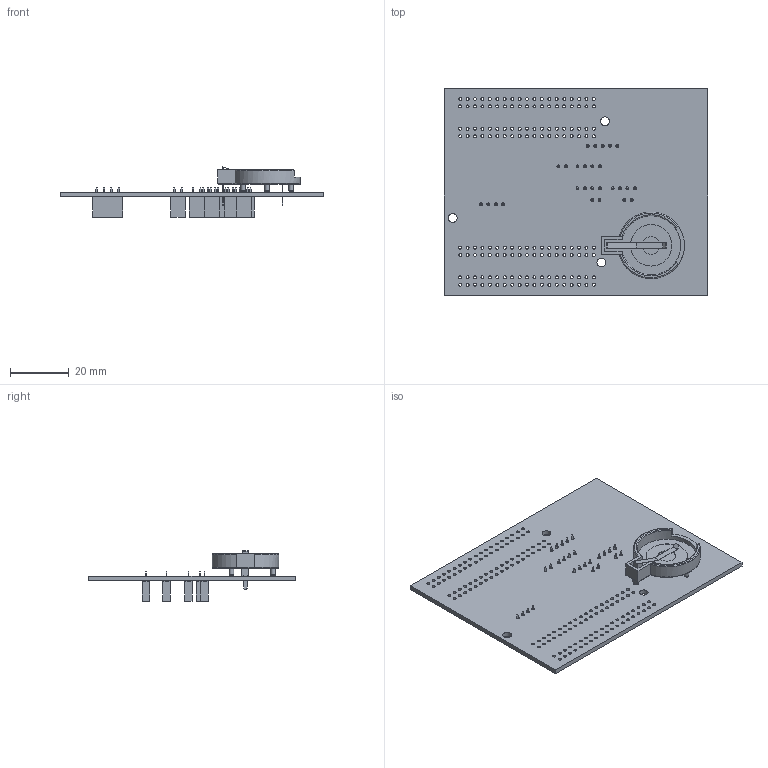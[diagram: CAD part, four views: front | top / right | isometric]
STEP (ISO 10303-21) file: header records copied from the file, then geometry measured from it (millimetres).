
FILE_DESCRIPTION(('KiCad electronic assembly'),'2;1');
FILE_NAME('Shield_Nucleo.step','2020-10-07T19:18:17',('An Author'),( 'A Company'),'Open CASCADE STEP processor 6.9', 'KiCad to STEP converter','Unknown');
FILE_SCHEMA(('AUTOMOTIVE_DESIGN { 1 0 10303 214 1 1 1 1 }'));
Length unit declared in the file: millimetre
Products named in the file (10): Open CASCADE STEP translator 6.9 1; BatteryHolder_Keystone_103_1x20mm; SOLID; PinSocket_1x04_P2.54mm_Vertical; PinSocket_1x05_P2.54mm_Vertical; PinSocket_1x02_P2.54mm_Vertical; COMPOUND
Assembly tree (14 placements, depth 3):
  Open CASCADE STEP translator 6.9 1
    BatteryHolder_Keystone_103_1x20mm
      SOLID
    PinSocket_1x04_P2.54mm_Vertical  x4
      SOLID
    PinSocket_1x05_P2.54mm_Vertical
      SOLID
    PinSocket_1x02_P2.54mm_Vertical  x3
      SOLID
    COMPOUND
Bounding box: 90 x 70.5 x 17.2 mm (x, y, z)
Volume: 11851.7 mm3; surface area: 17727.8 mm2
Topology: 10 solids, 10 shells, 1178 faces, 3095 edges, 2026 vertices
Faces by surface type: plane 971, cylinder 198, torus 9
Full cylindrical faces by diameter (mm): 1 x27, 1.02 x152, 1.5 x2, 1.57 x3, 3 x3, 6.066 x1, 14.154 x1
Entity records: 46266 total; most frequent: CARTESIAN_POINT 7436, DIRECTION 6759, LINE 4238, VECTOR 4238, ORIENTED_EDGE 3390, PCURVE 3390, DEFINITIONAL_REPRESENTATION 3390, EDGE_CURVE 1695
